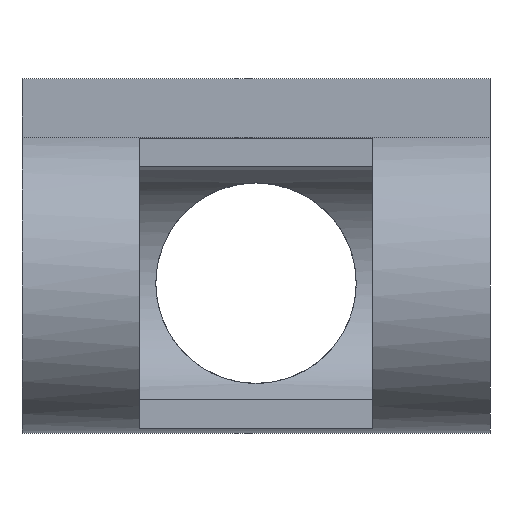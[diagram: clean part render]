
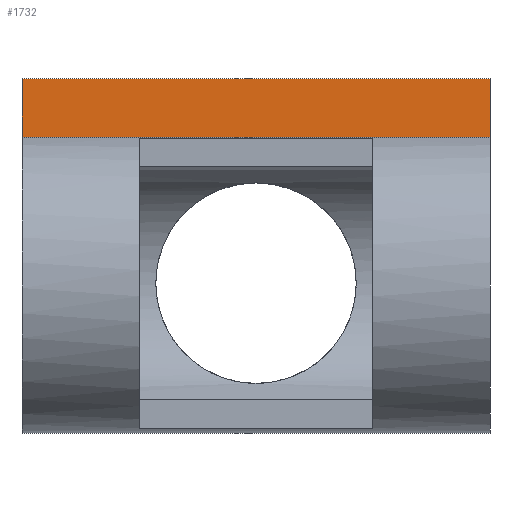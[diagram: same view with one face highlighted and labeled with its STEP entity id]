
A CAD part, front view. The second image highlights one B-rep face of the part: STEP entity #1732.
In plain terms, the highlighted planar face has unit normal (0, -1, 0).
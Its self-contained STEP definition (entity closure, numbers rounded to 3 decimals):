
#114 = CARTESIAN_POINT ( 'NONE',  ( 60., -9., 52.433 ) ) ;
#161 = CARTESIAN_POINT ( 'NONE',  ( 60., -9., 52.433 ) ) ;
#180 = VECTOR ( 'NONE', #334, 1000. ) ;
#189 = LINE ( 'NONE', #487, #180 ) ;
#259 = VERTEX_POINT ( 'NONE', #114 ) ;
#283 = DIRECTION ( 'NONE',  ( 0., 0., -1. ) ) ;
#290 = CARTESIAN_POINT ( 'NONE',  ( -60., -9., 52.433 ) ) ;
#291 = LINE ( 'NONE', #1481, #1506 ) ;
#334 = DIRECTION ( 'NONE',  ( -1., 0., 0. ) ) ;
#366 = EDGE_CURVE ( 'NONE', #479, #1606, #1322, .T. ) ;
#404 = DIRECTION ( 'NONE',  ( 0., 0., 1. ) ) ;
#413 = ORIENTED_EDGE ( 'NONE', *, *, #1444, .F. ) ;
#454 = DIRECTION ( 'NONE',  ( 0., 0., -1. ) ) ;
#479 = VERTEX_POINT ( 'NONE', #1062 ) ;
#487 = CARTESIAN_POINT ( 'NONE',  ( 60., -9., 37.433 ) ) ;
#564 = CARTESIAN_POINT ( 'NONE',  ( 60., -9., 52.433 ) ) ;
#594 = VERTEX_POINT ( 'NONE', #1291 ) ;
#722 = ORIENTED_EDGE ( 'NONE', *, *, #993, .F. ) ;
#853 = VECTOR ( 'NONE', #454, 1000. ) ;
#959 = EDGE_LOOP ( 'NONE', ( #1129, #722, #413, #1016 ) ) ;
#988 = FACE_OUTER_BOUND ( 'NONE', #959, .T. ) ;
#993 = EDGE_CURVE ( 'NONE', #594, #1606, #189, .T. ) ;
#1016 = ORIENTED_EDGE ( 'NONE', *, *, #1636, .T. ) ;
#1062 = CARTESIAN_POINT ( 'NONE',  ( -60., -9., 52.433 ) ) ;
#1129 = ORIENTED_EDGE ( 'NONE', *, *, #366, .T. ) ;
#1291 = CARTESIAN_POINT ( 'NONE',  ( 60., -9., 37.433 ) ) ;
#1322 = LINE ( 'NONE', #290, #853 ) ;
#1349 = AXIS2_PLACEMENT_3D ( 'NONE', #564, #1568, #404 ) ;
#1426 = PLANE ( 'NONE',  #1349 ) ;
#1444 = EDGE_CURVE ( 'NONE', #259, #594, #291, .T. ) ;
#1481 = CARTESIAN_POINT ( 'NONE',  ( 60., -9., 52.433 ) ) ;
#1506 = VECTOR ( 'NONE', #283, 1000. ) ;
#1568 = DIRECTION ( 'NONE',  ( 0., 1., 0. ) ) ;
#1593 = VECTOR ( 'NONE', #1764, 1000. ) ;
#1606 = VERTEX_POINT ( 'NONE', #1796 ) ;
#1636 = EDGE_CURVE ( 'NONE', #259, #479, #1785, .T. ) ;
#1732 = ADVANCED_FACE ( 'NONE', ( #988 ), #1426, .F. ) ;
#1764 = DIRECTION ( 'NONE',  ( -1., 0., 0. ) ) ;
#1785 = LINE ( 'NONE', #161, #1593 ) ;
#1796 = CARTESIAN_POINT ( 'NONE',  ( -60., -9., 37.433 ) ) ;
